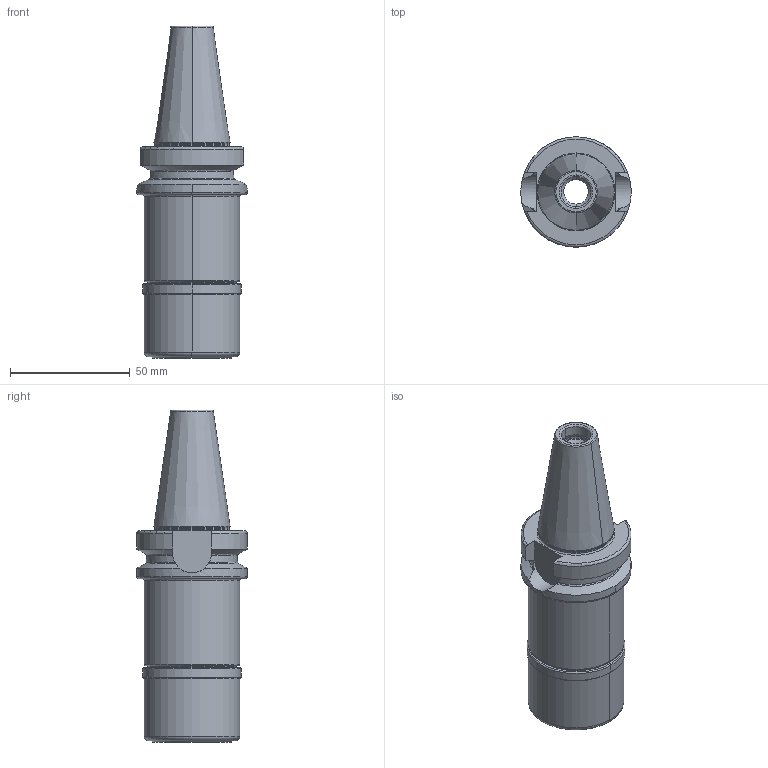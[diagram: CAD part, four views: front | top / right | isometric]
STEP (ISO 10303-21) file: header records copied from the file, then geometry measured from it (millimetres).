
FILE_DESCRIPTION((''),'2;1');
FILE_NAME('305_03_16_1','2020-12-02T',('101107'),(''),'CREO PARAMETRIC BY PTC INC, 2016260','CREO PARAMETRIC BY PTC INC, 2016260','');
FILE_SCHEMA(('CONFIG_CONTROL_DESIGN'));
Length unit declared in the file: millimetre
Products named in the file (1): 305_03_16_1
Bounding box: 46 x 46 x 138.4 mm (x, y, z)
Volume: 105126.3 mm3; surface area: 29861.8 mm2
Topology: 1 solids, 2 shells, 141 faces, 304 edges, 176 vertices
Faces by surface type: torus 46, cylinder 44, cone 32, plane 19
Entity records: 4000 total; most frequent: CARTESIAN_POINT 800, DIRECTION 752, ORIENTED_EDGE 608, AXIS2_PLACEMENT_3D 334, EDGE_CURVE 304, CIRCLE 190, VERTEX_POINT 176, EDGE_LOOP 154
